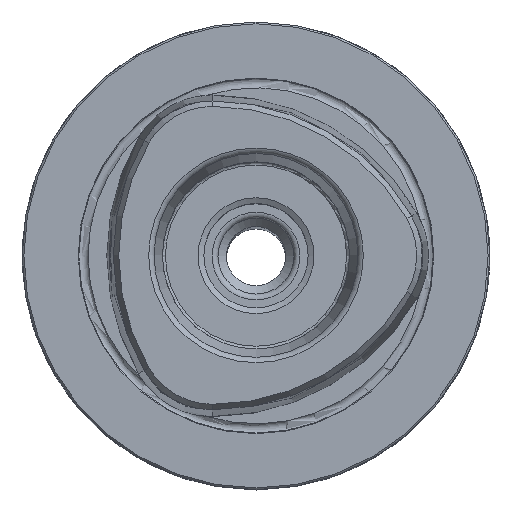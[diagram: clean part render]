
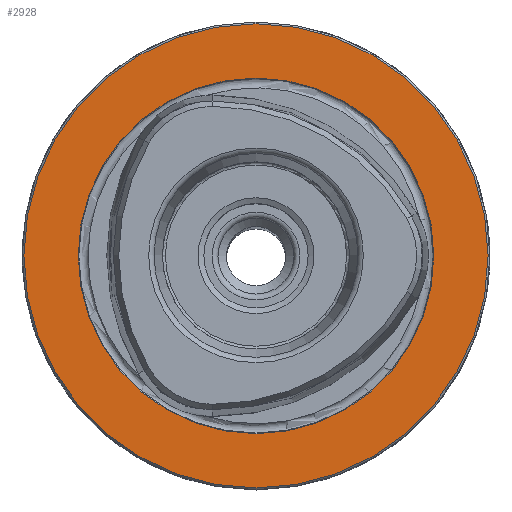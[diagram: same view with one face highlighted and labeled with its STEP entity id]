
A CAD part, top view. The second image highlights one B-rep face of the part: STEP entity #2928.
In plain terms, the highlighted planar face has unit normal (0, 0, 1).
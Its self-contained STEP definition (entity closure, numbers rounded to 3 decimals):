
#426=ORIENTED_EDGE('',*,*,#860,.F.);
#427=ORIENTED_EDGE('',*,*,#801,.T.);
#801=EDGE_CURVE('',#1031,#1031,#1207,.T.);
#860=EDGE_CURVE('',#1075,#1075,#1215,.T.);
#1031=VERTEX_POINT('',#4080);
#1075=VERTEX_POINT('',#4302);
#1207=CIRCLE('',#3086,39.7);
#1215=CIRCLE('',#3128,30.414);
#1379=EDGE_LOOP('',(#426));
#1380=EDGE_LOOP('',(#427));
#1625=FACE_BOUND('',#1379,.T.);
#1626=FACE_BOUND('',#1380,.T.);
#1818=PLANE('',#3127);
#2928=ADVANCED_FACE('',(#1625,#1626),#1818,.T.);
#3086=AXIS2_PLACEMENT_3D('',#4079,#3434,#3435);
#3127=AXIS2_PLACEMENT_3D('',#4300,#3540,#3541);
#3128=AXIS2_PLACEMENT_3D('',#4301,#3542,#3543);
#3434=DIRECTION('',(0.,0.,1.));
#3435=DIRECTION('',(1.,0.,0.));
#3540=DIRECTION('',(0.,0.,1.));
#3541=DIRECTION('',(1.,0.,0.));
#3542=DIRECTION('',(0.,0.,1.));
#3543=DIRECTION('',(1.,0.,0.));
#4079=CARTESIAN_POINT('',(0.,0.,0.));
#4080=CARTESIAN_POINT('',(39.7,0.,0.));
#4300=CARTESIAN_POINT('',(30.25,0.,0.));
#4301=CARTESIAN_POINT('',(0.,0.,0.));
#4302=CARTESIAN_POINT('',(30.414,0.,0.));
